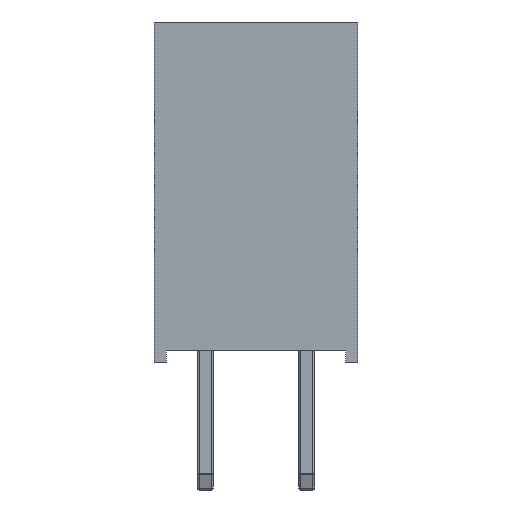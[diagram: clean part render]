
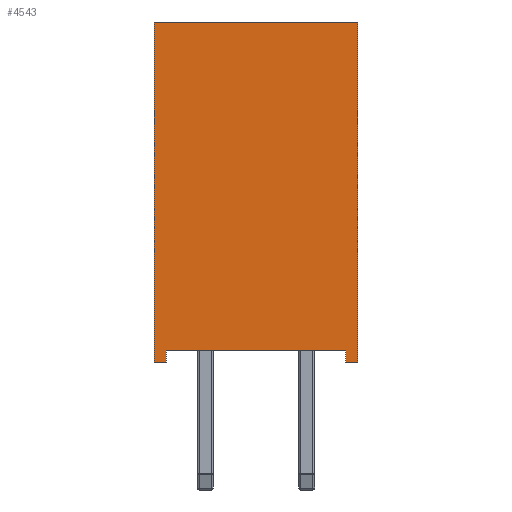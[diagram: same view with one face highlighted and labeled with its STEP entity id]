
A CAD part, left-side view. The second image highlights one B-rep face of the part: STEP entity #4543.
In plain terms, the highlighted planar face has unit normal (-1, 0, 0).
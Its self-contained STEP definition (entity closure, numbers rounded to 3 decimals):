
#570=FACE_OUTER_BOUND('',#860,.T.);
#860=EDGE_LOOP('',(#2920,#2921,#2922,#2923,#2924,#2925,#2926,#2927));
#1182=LINE('',#7062,#1530);
#1183=LINE('',#7065,#1531);
#1185=LINE('',#7069,#1533);
#1186=LINE('',#7071,#1534);
#1187=LINE('',#7073,#1535);
#1188=LINE('',#7075,#1536);
#1189=LINE('',#7077,#1537);
#1190=LINE('',#7078,#1538);
#1530=VECTOR('',#5511,10.);
#1531=VECTOR('',#5514,10.);
#1533=VECTOR('',#5518,10.);
#1534=VECTOR('',#5519,10.);
#1535=VECTOR('',#5520,10.);
#1536=VECTOR('',#5521,10.);
#1537=VECTOR('',#5522,10.);
#1538=VECTOR('',#5523,10.);
#1876=VERTEX_POINT('',#7058);
#1877=VERTEX_POINT('',#7060);
#1878=VERTEX_POINT('',#7064);
#1879=VERTEX_POINT('',#7068);
#1880=VERTEX_POINT('',#7070);
#1881=VERTEX_POINT('',#7072);
#1882=VERTEX_POINT('',#7074);
#1883=VERTEX_POINT('',#7076);
#2254=EDGE_CURVE('',#1876,#1877,#1182,.T.);
#2255=EDGE_CURVE('',#1878,#1876,#1183,.T.);
#2257=EDGE_CURVE('',#1877,#1879,#1185,.T.);
#2258=EDGE_CURVE('',#1879,#1880,#1186,.T.);
#2259=EDGE_CURVE('',#1880,#1881,#1187,.T.);
#2260=EDGE_CURVE('',#1881,#1882,#1188,.T.);
#2261=EDGE_CURVE('',#1883,#1882,#1189,.T.);
#2262=EDGE_CURVE('',#1878,#1883,#1190,.T.);
#2920=ORIENTED_EDGE('',*,*,#2257,.T.);
#2921=ORIENTED_EDGE('',*,*,#2258,.T.);
#2922=ORIENTED_EDGE('',*,*,#2259,.T.);
#2923=ORIENTED_EDGE('',*,*,#2260,.T.);
#2924=ORIENTED_EDGE('',*,*,#2261,.F.);
#2925=ORIENTED_EDGE('',*,*,#2262,.F.);
#2926=ORIENTED_EDGE('',*,*,#2255,.T.);
#2927=ORIENTED_EDGE('',*,*,#2254,.T.);
#4214=PLANE('',#4887);
#4543=ADVANCED_FACE('',(#570),#4214,.T.);
#4887=AXIS2_PLACEMENT_3D('',#7067,#5516,#5517);
#5511=DIRECTION('',(0.,0.,1.));
#5514=DIRECTION('',(0.,-1.,0.));
#5516=DIRECTION('center_axis',(-1.,0.,0.));
#5517=DIRECTION('ref_axis',(0.,-1.,0.));
#5518=DIRECTION('',(0.,-1.,0.));
#5519=DIRECTION('',(0.,0.,-1.));
#5520=DIRECTION('',(0.,-1.,0.));
#5521=DIRECTION('',(0.,0.,1.));
#5522=DIRECTION('',(0.,-1.,0.));
#5523=DIRECTION('',(0.,0.,1.));
#7058=CARTESIAN_POINT('',(-1.27,3.51,0.));
#7060=CARTESIAN_POINT('',(-1.27,3.51,0.3));
#7062=CARTESIAN_POINT('',(-1.27,3.51,0.));
#7064=CARTESIAN_POINT('',(-1.27,3.81,0.));
#7065=CARTESIAN_POINT('',(-1.27,3.81,0.));
#7067=CARTESIAN_POINT('Origin',(-1.27,1.27,0.));
#7068=CARTESIAN_POINT('',(-1.27,-0.97,0.3));
#7069=CARTESIAN_POINT('',(-1.27,1.27,0.3));
#7070=CARTESIAN_POINT('',(-1.27,-0.97,0.));
#7071=CARTESIAN_POINT('',(-1.27,-0.97,0.));
#7072=CARTESIAN_POINT('',(-1.27,-1.27,0.));
#7073=CARTESIAN_POINT('',(-1.27,1.27,0.));
#7074=CARTESIAN_POINT('',(-1.27,-1.27,8.5));
#7075=CARTESIAN_POINT('',(-1.27,-1.27,0.));
#7076=CARTESIAN_POINT('',(-1.27,3.81,8.5));
#7077=CARTESIAN_POINT('',(-1.27,3.81,8.5));
#7078=CARTESIAN_POINT('',(-1.27,3.81,0.));
